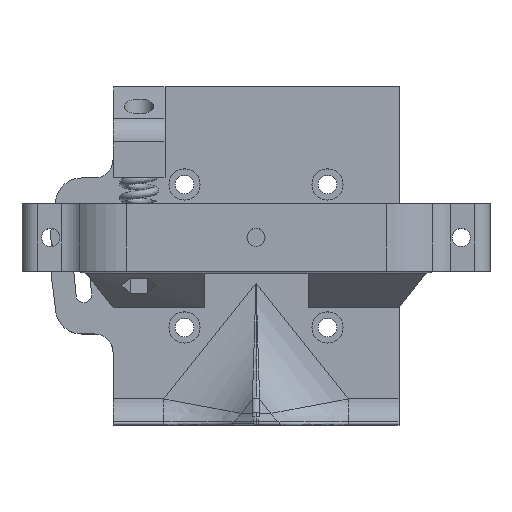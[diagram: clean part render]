
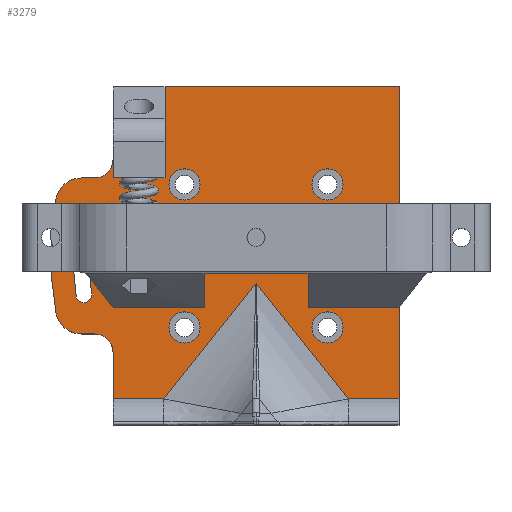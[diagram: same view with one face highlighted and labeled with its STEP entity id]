
A CAD part, top view. The second image highlights one B-rep face of the part: STEP entity #3279.
In plain terms, the highlighted planar face has unit normal (0, 0, 1).
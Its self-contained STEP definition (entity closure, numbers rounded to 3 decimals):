
#63=FACE_BOUND('',#418,.T.);
#64=FACE_BOUND('',#419,.T.);
#65=FACE_BOUND('',#420,.T.);
#66=FACE_BOUND('',#421,.T.);
#67=FACE_BOUND('',#422,.T.);
#68=FACE_BOUND('',#423,.T.);
#112=PLANE('',#3486);
#220=FACE_OUTER_BOUND('',#417,.T.);
#417=EDGE_LOOP('',(#2248,#2249,#2250,#2251,#2252,#2253,#2254,#2255,#2256,
#2257,#2258,#2259,#2260,#2261,#2262,#2263,#2264));
#418=EDGE_LOOP('',(#2265));
#419=EDGE_LOOP('',(#2266));
#420=EDGE_LOOP('',(#2267));
#421=EDGE_LOOP('',(#2268));
#422=EDGE_LOOP('',(#2269));
#423=EDGE_LOOP('',(#2270,#2271,#2272,#2273));
#655=CIRCLE('',#3487,3.5);
#656=CIRCLE('',#3488,5.);
#657=CIRCLE('',#3489,58.25);
#658=CIRCLE('',#3490,5.);
#659=CIRCLE('',#3491,3.5);
#660=CIRCLE('',#3492,6.);
#661=CIRCLE('',#3493,3.);
#662=CIRCLE('',#3494,3.);
#663=CIRCLE('',#3495,3.);
#664=CIRCLE('',#3496,3.);
#665=CIRCLE('',#3497,1.5);
#666=CIRCLE('',#3498,53.899);
#667=CIRCLE('',#3499,1.5);
#668=CIRCLE('',#3500,50.907);
#809=LINE('',#4866,#1101);
#814=LINE('',#4876,#1106);
#815=LINE('',#4877,#1107);
#816=LINE('',#4881,#1108);
#817=LINE('',#4889,#1109);
#818=LINE('',#4893,#1110);
#819=LINE('',#4895,#1111);
#820=LINE('',#4897,#1112);
#821=LINE('',#4899,#1113);
#822=LINE('',#4901,#1114);
#823=LINE('',#4903,#1115);
#824=LINE('',#4904,#1116);
#1101=VECTOR('',#3865,10.);
#1106=VECTOR('',#3874,10.);
#1107=VECTOR('',#3875,10.);
#1108=VECTOR('',#3878,10.);
#1109=VECTOR('',#3885,10.);
#1110=VECTOR('',#3888,10.);
#1111=VECTOR('',#3889,10.);
#1112=VECTOR('',#3890,10.);
#1113=VECTOR('',#3891,10.);
#1114=VECTOR('',#3892,10.);
#1115=VECTOR('',#3893,10.);
#1116=VECTOR('',#3894,10.);
#1418=VERTEX_POINT('',#4863);
#1419=VERTEX_POINT('',#4865);
#1421=VERTEX_POINT('',#4871);
#1422=VERTEX_POINT('',#4875);
#1423=VERTEX_POINT('',#4878);
#1424=VERTEX_POINT('',#4880);
#1425=VERTEX_POINT('',#4882);
#1426=VERTEX_POINT('',#4884);
#1427=VERTEX_POINT('',#4886);
#1428=VERTEX_POINT('',#4888);
#1429=VERTEX_POINT('',#4890);
#1430=VERTEX_POINT('',#4892);
#1431=VERTEX_POINT('',#4894);
#1432=VERTEX_POINT('',#4896);
#1433=VERTEX_POINT('',#4898);
#1434=VERTEX_POINT('',#4900);
#1435=VERTEX_POINT('',#4902);
#1436=VERTEX_POINT('',#4905);
#1437=VERTEX_POINT('',#4907);
#1438=VERTEX_POINT('',#4909);
#1439=VERTEX_POINT('',#4911);
#1440=VERTEX_POINT('',#4913);
#1441=VERTEX_POINT('',#4915);
#1442=VERTEX_POINT('',#4916);
#1443=VERTEX_POINT('',#4918);
#1444=VERTEX_POINT('',#4920);
#1742=EDGE_CURVE('',#1419,#1418,#809,.T.);
#1747=EDGE_CURVE('',#1421,#1422,#814,.T.);
#1748=EDGE_CURVE('',#1422,#1419,#815,.T.);
#1749=EDGE_CURVE('',#1423,#1418,#655,.T.);
#1750=EDGE_CURVE('',#1423,#1424,#816,.T.);
#1751=EDGE_CURVE('',#1425,#1424,#656,.T.);
#1752=EDGE_CURVE('',#1425,#1426,#657,.T.);
#1753=EDGE_CURVE('',#1427,#1426,#658,.T.);
#1754=EDGE_CURVE('',#1427,#1428,#817,.T.);
#1755=EDGE_CURVE('',#1429,#1428,#659,.T.);
#1756=EDGE_CURVE('',#1429,#1430,#818,.T.);
#1757=EDGE_CURVE('',#1431,#1430,#819,.T.);
#1758=EDGE_CURVE('',#1432,#1431,#820,.T.);
#1759=EDGE_CURVE('',#1433,#1432,#821,.T.);
#1760=EDGE_CURVE('',#1434,#1433,#822,.T.);
#1761=EDGE_CURVE('',#1434,#1435,#823,.T.);
#1762=EDGE_CURVE('',#1435,#1421,#824,.T.);
#1763=EDGE_CURVE('',#1436,#1436,#660,.T.);
#1764=EDGE_CURVE('',#1437,#1437,#661,.T.);
#1765=EDGE_CURVE('',#1438,#1438,#662,.T.);
#1766=EDGE_CURVE('',#1439,#1439,#663,.T.);
#1767=EDGE_CURVE('',#1440,#1440,#664,.T.);
#1768=EDGE_CURVE('',#1441,#1442,#665,.T.);
#1769=EDGE_CURVE('',#1442,#1443,#666,.T.);
#1770=EDGE_CURVE('',#1443,#1444,#667,.T.);
#1771=EDGE_CURVE('',#1444,#1441,#668,.T.);
#2248=ORIENTED_EDGE('',*,*,#1747,.T.);
#2249=ORIENTED_EDGE('',*,*,#1748,.T.);
#2250=ORIENTED_EDGE('',*,*,#1742,.T.);
#2251=ORIENTED_EDGE('',*,*,#1749,.F.);
#2252=ORIENTED_EDGE('',*,*,#1750,.T.);
#2253=ORIENTED_EDGE('',*,*,#1751,.F.);
#2254=ORIENTED_EDGE('',*,*,#1752,.T.);
#2255=ORIENTED_EDGE('',*,*,#1753,.F.);
#2256=ORIENTED_EDGE('',*,*,#1754,.T.);
#2257=ORIENTED_EDGE('',*,*,#1755,.F.);
#2258=ORIENTED_EDGE('',*,*,#1756,.T.);
#2259=ORIENTED_EDGE('',*,*,#1757,.F.);
#2260=ORIENTED_EDGE('',*,*,#1758,.F.);
#2261=ORIENTED_EDGE('',*,*,#1759,.F.);
#2262=ORIENTED_EDGE('',*,*,#1760,.F.);
#2263=ORIENTED_EDGE('',*,*,#1761,.T.);
#2264=ORIENTED_EDGE('',*,*,#1762,.T.);
#2265=ORIENTED_EDGE('',*,*,#1763,.T.);
#2266=ORIENTED_EDGE('',*,*,#1764,.F.);
#2267=ORIENTED_EDGE('',*,*,#1765,.F.);
#2268=ORIENTED_EDGE('',*,*,#1766,.T.);
#2269=ORIENTED_EDGE('',*,*,#1767,.T.);
#2270=ORIENTED_EDGE('',*,*,#1768,.T.);
#2271=ORIENTED_EDGE('',*,*,#1769,.T.);
#2272=ORIENTED_EDGE('',*,*,#1770,.T.);
#2273=ORIENTED_EDGE('',*,*,#1771,.T.);
#3279=ADVANCED_FACE('',(#220,#63,#64,#65,#66,#67,#68),#112,.F.);
#3486=AXIS2_PLACEMENT_3D('',#4874,#3872,#3873);
#3487=AXIS2_PLACEMENT_3D('',#4879,#3876,#3877);
#3488=AXIS2_PLACEMENT_3D('',#4883,#3879,#3880);
#3489=AXIS2_PLACEMENT_3D('',#4885,#3881,#3882);
#3490=AXIS2_PLACEMENT_3D('',#4887,#3883,#3884);
#3491=AXIS2_PLACEMENT_3D('',#4891,#3886,#3887);
#3492=AXIS2_PLACEMENT_3D('',#4906,#3895,#3896);
#3493=AXIS2_PLACEMENT_3D('',#4908,#3897,#3898);
#3494=AXIS2_PLACEMENT_3D('',#4910,#3899,#3900);
#3495=AXIS2_PLACEMENT_3D('',#4912,#3901,#3902);
#3496=AXIS2_PLACEMENT_3D('',#4914,#3903,#3904);
#3497=AXIS2_PLACEMENT_3D('',#4917,#3905,#3906);
#3498=AXIS2_PLACEMENT_3D('',#4919,#3907,#3908);
#3499=AXIS2_PLACEMENT_3D('',#4921,#3909,#3910);
#3500=AXIS2_PLACEMENT_3D('',#4922,#3911,#3912);
#3865=DIRECTION('',(0.,1.,0.));
#3872=DIRECTION('center_axis',(0.,0.,-1.));
#3873=DIRECTION('ref_axis',(1.,0.,0.));
#3874=DIRECTION('',(0.,-1.,0.));
#3875=DIRECTION('',(-1.,0.,0.));
#3876=DIRECTION('center_axis',(0.,0.,1.));
#3877=DIRECTION('ref_axis',(0.707,-0.707,0.));
#3878=DIRECTION('',(-1.,0.,0.));
#3879=DIRECTION('center_axis',(0.,0.,-1.));
#3880=DIRECTION('ref_axis',(-0.637,0.771,0.));
#3881=DIRECTION('center_axis',(0.,0.,1.));
#3882=DIRECTION('ref_axis',(1.,0.,0.));
#3883=DIRECTION('center_axis',(0.,0.,-1.));
#3884=DIRECTION('ref_axis',(-0.637,-0.771,0.));
#3885=DIRECTION('',(1.,0.,0.));
#3886=DIRECTION('center_axis',(0.,0.,1.));
#3887=DIRECTION('ref_axis',(0.707,0.707,0.));
#3888=DIRECTION('',(0.,-1.,0.));
#3889=DIRECTION('',(-1.,0.,0.));
#3890=DIRECTION('',(-0.625,-0.781,0.));
#3891=DIRECTION('',(-0.625,0.781,0.));
#3892=DIRECTION('',(-1.,0.,0.));
#3893=DIRECTION('',(0.,1.,0.));
#3894=DIRECTION('',(-1.,0.,0.));
#3895=DIRECTION('center_axis',(0.,0.,-1.));
#3896=DIRECTION('ref_axis',(1.,0.,0.));
#3897=DIRECTION('center_axis',(0.,0.,1.));
#3898=DIRECTION('ref_axis',(1.,0.,0.));
#3899=DIRECTION('center_axis',(0.,0.,1.));
#3900=DIRECTION('ref_axis',(1.,0.,0.));
#3901=DIRECTION('center_axis',(0.,0.,-1.));
#3902=DIRECTION('ref_axis',(-1.,0.,0.));
#3903=DIRECTION('center_axis',(0.,0.,-1.));
#3904=DIRECTION('ref_axis',(-1.,0.,0.));
#3905=DIRECTION('center_axis',(0.,0.,-1.));
#3906=DIRECTION('ref_axis',(0.99,0.143,0.));
#3907=DIRECTION('center_axis',(0.,0.,-1.));
#3908=DIRECTION('ref_axis',(1.,0.,0.));
#3909=DIRECTION('center_axis',(0.,0.,-1.));
#3910=DIRECTION('ref_axis',(-0.999,0.034,0.));
#3911=DIRECTION('center_axis',(0.,0.,1.));
#3912=DIRECTION('ref_axis',(1.,0.,0.));
#4863=CARTESIAN_POINT('',(-27.5,18.5,-11.));
#4865=CARTESIAN_POINT('',(-27.5,15.,-11.));
#4866=CARTESIAN_POINT('',(-27.5,16.5,-11.));
#4871=CARTESIAN_POINT('',(-17.5,32.5,-11.));
#4874=CARTESIAN_POINT('Origin',(-13.8,13.,-11.));
#4875=CARTESIAN_POINT('',(-17.5,15.,-11.));
#4876=CARTESIAN_POINT('',(-17.5,14.,-11.));
#4877=CARTESIAN_POINT('',(-16.9,15.,-11.));
#4878=CARTESIAN_POINT('',(-31.,15.,-11.));
#4879=CARTESIAN_POINT('Origin',(-31.,18.5,-11.));
#4880=CARTESIAN_POINT('',(-33.553,15.,-11.));
#4881=CARTESIAN_POINT('',(-30.4,15.,-11.));
#4882=CARTESIAN_POINT('',(-38.464,10.939,-11.));
#4883=CARTESIAN_POINT('Origin',(-33.553,10.,-11.));
#4884=CARTESIAN_POINT('',(-38.464,-10.939,-11.));
#4885=CARTESIAN_POINT('Origin',(18.75,0.,-11.));
#4886=CARTESIAN_POINT('',(-33.553,-15.,-11.));
#4887=CARTESIAN_POINT('Origin',(-33.553,-10.,-11.));
#4888=CARTESIAN_POINT('',(-31.,-15.,-11.));
#4889=CARTESIAN_POINT('',(-23.65,-15.,-11.));
#4890=CARTESIAN_POINT('',(-27.5,-18.5,-11.));
#4891=CARTESIAN_POINT('Origin',(-31.,-18.5,-11.));
#4892=CARTESIAN_POINT('',(-27.5,-27.499,-11.));
#4893=CARTESIAN_POINT('',(-27.5,-9.75,-11.));
#4894=CARTESIAN_POINT('',(-17.731,-27.499,-11.));
#4895=CARTESIAN_POINT('',(-1.85,-27.499,-11.));
#4896=CARTESIAN_POINT('',(0.,-5.335,-11.));
#4897=CARTESIAN_POINT('',(4.259,-0.012,-11.));
#4898=CARTESIAN_POINT('',(17.731,-27.499,-11.));
#4899=CARTESIAN_POINT('',(-4.259,-0.012,-11.));
#4900=CARTESIAN_POINT('',(27.5,-27.499,-11.));
#4901=CARTESIAN_POINT('',(1.85,-27.499,-11.));
#4902=CARTESIAN_POINT('',(27.5,32.5,-11.));
#4903=CARTESIAN_POINT('',(27.5,-32.5,-11.));
#4904=CARTESIAN_POINT('',(-51.718,32.5,-11.));
#4905=CARTESIAN_POINT('',(12.75,0.,-11.));
#4906=CARTESIAN_POINT('Origin',(18.75,0.,-11.));
#4907=CARTESIAN_POINT('',(-16.75,13.75,-11.));
#4908=CARTESIAN_POINT('Origin',(-13.75,13.75,-11.));
#4909=CARTESIAN_POINT('',(-16.75,-13.75,-11.));
#4910=CARTESIAN_POINT('Origin',(-13.75,-13.75,-11.));
#4911=CARTESIAN_POINT('',(16.75,-13.75,-11.));
#4912=CARTESIAN_POINT('Origin',(13.75,-13.75,-11.));
#4913=CARTESIAN_POINT('',(16.75,13.75,-11.));
#4914=CARTESIAN_POINT('Origin',(13.75,13.75,-11.));
#4915=CARTESIAN_POINT('',(-31.633,-7.285,-11.));
#4916=CARTESIAN_POINT('',(-34.57,-7.876,-11.));
#4917=CARTESIAN_POINT('Origin',(-33.118,-7.5,-11.));
#4918=CARTESIAN_POINT('',(-34.57,7.876,-11.));
#4919=CARTESIAN_POINT('Origin',(18.75,0.,-11.));
#4920=CARTESIAN_POINT('',(-31.633,7.285,-11.));
#4921=CARTESIAN_POINT('Origin',(-33.118,7.5,-11.));
#4922=CARTESIAN_POINT('Origin',(18.75,0.,-11.));
